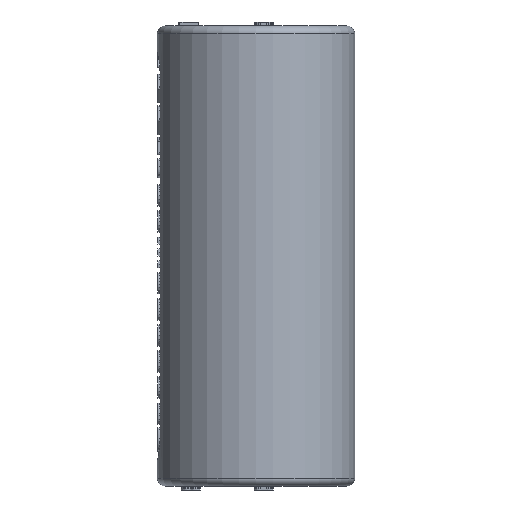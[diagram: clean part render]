
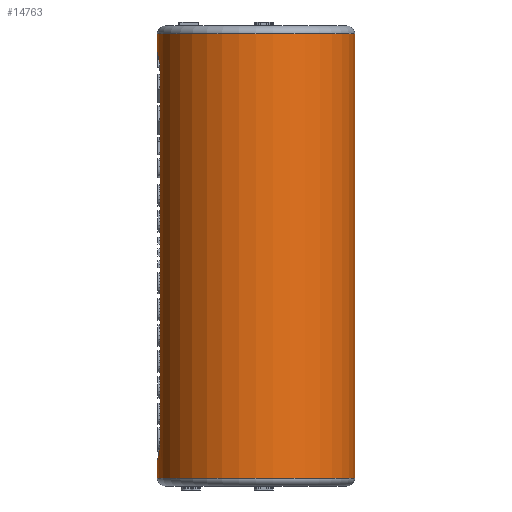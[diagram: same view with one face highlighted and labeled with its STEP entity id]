
A CAD part, front view. The second image highlights one B-rep face of the part: STEP entity #14763.
In plain terms, the highlighted cylindrical face has radius 6.25 mm (diameter 12.5 mm), a partial arc.
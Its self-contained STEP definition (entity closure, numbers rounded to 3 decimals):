
#51=CARTESIAN_POINT('',(0.,0.,-14.05));
#52=DIRECTION('',(0.,0.,-1.));
#53=DIRECTION('',(1.,0.,0.));
#54=AXIS2_PLACEMENT_3D('',#51,#52,#53);
#61=DIRECTION('',(0.,0.,1.));
#62=VECTOR('',#61,1.05);
#63=CARTESIAN_POINT('',(-6.25,0.,-14.05));
#64=LINE('',#63,#62);
#65=CARTESIAN_POINT('',(-6.067,-1.5,-11.5));
#66=CARTESIAN_POINT('',(-6.067,-1.5,-11.612));
#67=CARTESIAN_POINT('',(-6.073,-1.475,-11.832));
#68=CARTESIAN_POINT('',(-6.1,-1.365,-12.152));
#69=CARTESIAN_POINT('',(-6.138,-1.184,-12.441));
#70=CARTESIAN_POINT('',(-6.181,-0.942,
-12.684));
#71=CARTESIAN_POINT('',(-6.218,-0.652,
-12.865));
#72=CARTESIAN_POINT('',(-6.244,-0.332,
-12.975));
#73=CARTESIAN_POINT('',(-6.25,-0.112,-13.));
#74=CARTESIAN_POINT('',(-6.25,0.,-13.));
#76=DIRECTION('',(0.,0.,-1.));
#77=VECTOR('',#76,23.);
#78=CARTESIAN_POINT('',(-6.067,-1.5,11.5));
#79=LINE('',#78,#77);
#80=DIRECTION('',(0.,0.,1.));
#81=VECTOR('',#80,1.05);
#82=CARTESIAN_POINT('',(-6.25,0.,13.));
#83=LINE('',#82,#81);
#88=DIRECTION('',(0.,0.,1.));
#89=VECTOR('',#88,28.1);
#90=CARTESIAN_POINT('',(6.25,0.,-14.05));
#91=LINE('',#90,#89);
#1785=CARTESIAN_POINT('',(-6.25,0.,13.));
#1786=CARTESIAN_POINT('',(-6.25,-0.111,13.));
#1787=CARTESIAN_POINT('',(-6.244,-0.333,
12.975));
#1788=CARTESIAN_POINT('',(-6.218,-0.652,
12.865));
#1789=CARTESIAN_POINT('',(-6.181,-0.942,
12.684));
#1790=CARTESIAN_POINT('',(-6.138,-1.184,
12.441));
#1791=CARTESIAN_POINT('',(-6.1,-1.365,
12.152));
#1792=CARTESIAN_POINT('',(-6.073,-1.475,
11.833));
#1793=CARTESIAN_POINT('',(-6.067,-1.5,11.611));
#1794=CARTESIAN_POINT('',(-6.067,-1.5,11.5));
#6491=CARTESIAN_POINT('',(0.,0.,14.05));
#6492=DIRECTION('',(0.,0.,1.));
#6493=DIRECTION('',(-1.,0.,0.));
#6494=AXIS2_PLACEMENT_3D('',#6491,#6492,#6493);
#11359=CARTESIAN_POINT('',(6.25,0.,14.05));
#11360=CARTESIAN_POINT('',(-6.25,0.,14.05));
#11361=VERTEX_POINT('',#11359);
#11362=VERTEX_POINT('',#11360);
#11367=CARTESIAN_POINT('',(-6.25,0.,-14.05));
#11368=CARTESIAN_POINT('',(6.25,0.,-14.05));
#11369=VERTEX_POINT('',#11367);
#11370=VERTEX_POINT('',#11368);
#11377=CARTESIAN_POINT('',(-6.067,-1.5,11.5));
#11378=VERTEX_POINT('',#11377);
#11379=VERTEX_POINT('',#1785);
#11380=CARTESIAN_POINT('',(-6.067,-1.5,-11.5));
#11382=VERTEX_POINT('',#11380);
#11388=VERTEX_POINT('',#74);
#14741=CARTESIAN_POINT('',(0.,0.,-14.55));
#14742=DIRECTION('',(0.,0.,1.));
#14743=DIRECTION('',(1.,0.,0.));
#14744=AXIS2_PLACEMENT_3D('',#14741,#14742,#14743);
#14745=CYLINDRICAL_SURFACE('',#14744,6.25);
#14747=ORIENTED_EDGE('',*,*,#14746,.T.);
#14749=ORIENTED_EDGE('',*,*,#14748,.F.);
#14751=ORIENTED_EDGE('',*,*,#14750,.F.);
#14753=ORIENTED_EDGE('',*,*,#14752,.F.);
#14755=ORIENTED_EDGE('',*,*,#14754,.T.);
#14757=ORIENTED_EDGE('',*,*,#14756,.T.);
#14759=ORIENTED_EDGE('',*,*,#14758,.F.);
#14760=ORIENTED_EDGE('',*,*,#14735,.T.);
#14761=EDGE_LOOP('',(#14747,#14749,#14751,#14753,#14755,#14757,#14759,#14760));
#14762=FACE_OUTER_BOUND('',#14761,.F.);
#14763=ADVANCED_FACE('',(#14762),#14745,.T.);
#55=CIRCLE('',#54,6.25);
#75=B_SPLINE_CURVE_WITH_KNOTS('',3,(#65,#66,#67,#68,#69,#70,#71,#72,#73,#74),
.UNSPECIFIED.,.F.,.F.,(4,1,1,1,1,1,1,4),(0.,0.143,
0.286,0.429,0.571,0.714,
0.857,1.),.UNSPECIFIED.);
#1795=B_SPLINE_CURVE_WITH_KNOTS('',3,(#1785,#1786,#1787,#1788,#1789,#1790,#1791,
#1792,#1793,#1794),.UNSPECIFIED.,.F.,.F.,(4,1,1,1,1,1,1,4),(0.,
0.143,0.286,0.429,0.571,
0.714,0.857,1.),.UNSPECIFIED.);
#6495=CIRCLE('',#6494,6.25);
#14735=EDGE_CURVE('',#11370,#11369,#55,.T.);
#14746=EDGE_CURVE('',#11369,#11388,#64,.T.);
#14748=EDGE_CURVE('',#11382,#11388,#75,.T.);
#14750=EDGE_CURVE('',#11378,#11382,#79,.T.);
#14752=EDGE_CURVE('',#11379,#11378,#1795,.T.);
#14754=EDGE_CURVE('',#11379,#11362,#83,.T.);
#14756=EDGE_CURVE('',#11362,#11361,#6495,.T.);
#14758=EDGE_CURVE('',#11370,#11361,#91,.T.);
